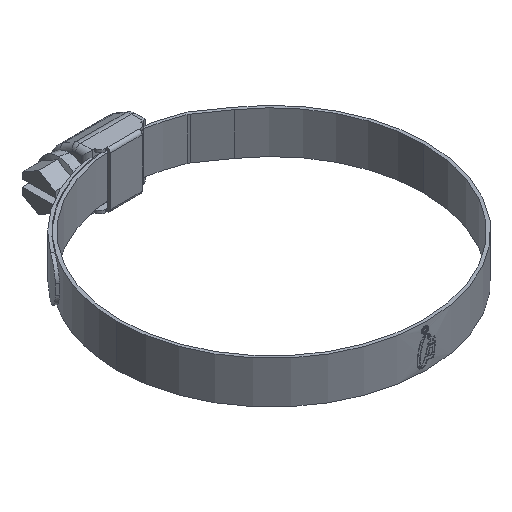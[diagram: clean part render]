
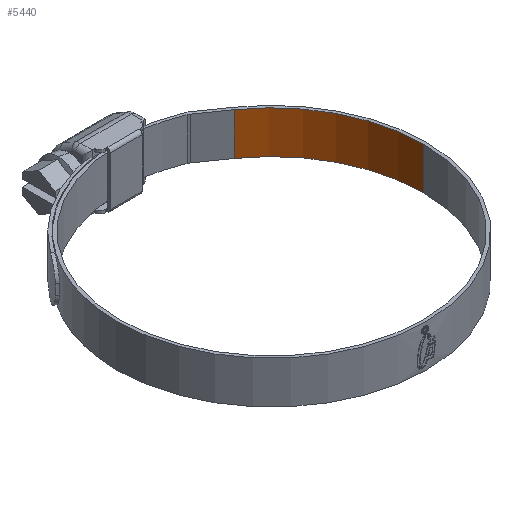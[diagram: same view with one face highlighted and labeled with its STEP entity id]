
A CAD part, isometric view. The second image highlights one B-rep face of the part: STEP entity #5440.
In plain terms, the highlighted cylindrical face has radius 28.5 mm (diameter 57 mm), a partial arc.
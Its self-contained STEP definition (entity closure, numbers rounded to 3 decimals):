
#451 = CIRCLE ( 'NONE', #5538, 28.5 ) ;
#524 = EDGE_CURVE ( 'NONE', #2680, #3041, #6223, .T. ) ;
#806 = DIRECTION ( 'NONE',  ( 0., 0., -1. ) ) ;
#835 = EDGE_CURVE ( 'NONE', #2680, #3542, #2518, .T. ) ;
#867 = FACE_OUTER_BOUND ( 'NONE', #3240, .T. ) ;
#1328 = CARTESIAN_POINT ( 'NONE',  ( 0., 0., 3.96 ) ) ;
#1366 = DIRECTION ( 'NONE',  ( 0., 0., 1. ) ) ;
#1525 = DIRECTION ( 'NONE',  ( 0., 0., -1. ) ) ;
#1606 = DIRECTION ( 'NONE',  ( 1., 0., 0. ) ) ;
#1784 = CARTESIAN_POINT ( 'NONE',  ( 28.5, 0., -3.96 ) ) ;
#2131 = ORIENTED_EDGE ( 'NONE', *, *, #6366, .T. ) ;
#2384 = DIRECTION ( 'NONE',  ( 1., 0., 0. ) ) ;
#2518 = CIRCLE ( 'NONE', #6198, 28.5 ) ;
#2554 = CARTESIAN_POINT ( 'NONE',  ( 16.347, 23.346, 3.96 ) ) ;
#2583 = CARTESIAN_POINT ( 'NONE',  ( 16.347, 23.346, -3.96 ) ) ;
#2658 = CARTESIAN_POINT ( 'NONE',  ( 0., 0., -3.96 ) ) ;
#2680 = VERTEX_POINT ( 'NONE', #3862 ) ;
#2770 = VECTOR ( 'NONE', #806, 1000. ) ;
#2856 = ORIENTED_EDGE ( 'NONE', *, *, #524, .F. ) ;
#3037 = CARTESIAN_POINT ( 'NONE',  ( 16.347, 23.346, 3.96 ) ) ;
#3041 = VERTEX_POINT ( 'NONE', #1784 ) ;
#3221 = AXIS2_PLACEMENT_3D ( 'NONE', #4161, #1525, #3729 ) ;
#3240 = EDGE_LOOP ( 'NONE', ( #2856, #6257, #2131, #6826 ) ) ;
#3477 = DIRECTION ( 'NONE',  ( 0., 0., -1. ) ) ;
#3542 = VERTEX_POINT ( 'NONE', #2554 ) ;
#3729 = DIRECTION ( 'NONE',  ( -1., 0., 0. ) ) ;
#3862 = CARTESIAN_POINT ( 'NONE',  ( 28.5, 0., 3.96 ) ) ;
#4161 = CARTESIAN_POINT ( 'NONE',  ( 0., 0., 3.96 ) ) ;
#4203 = DIRECTION ( 'NONE',  ( 0., 0., 1. ) ) ;
#4585 = VECTOR ( 'NONE', #3477, 1000. ) ;
#4742 = CYLINDRICAL_SURFACE ( 'NONE', #3221, 28.5 ) ;
#5440 = ADVANCED_FACE ( 'NONE', ( #867 ), #4742, .F. ) ;
#5538 = AXIS2_PLACEMENT_3D ( 'NONE', #2658, #4203, #1606 ) ;
#5685 = LINE ( 'NONE', #3037, #2770 ) ;
#6018 = EDGE_CURVE ( 'NONE', #3041, #6107, #451, .T. ) ;
#6107 = VERTEX_POINT ( 'NONE', #2583 ) ;
#6198 = AXIS2_PLACEMENT_3D ( 'NONE', #1328, #1366, #2384 ) ;
#6223 = LINE ( 'NONE', #6803, #4585 ) ;
#6257 = ORIENTED_EDGE ( 'NONE', *, *, #835, .T. ) ;
#6366 = EDGE_CURVE ( 'NONE', #3542, #6107, #5685, .T. ) ;
#6803 = CARTESIAN_POINT ( 'NONE',  ( 28.5, 0., 3.96 ) ) ;
#6826 = ORIENTED_EDGE ( 'NONE', *, *, #6018, .F. ) ;
